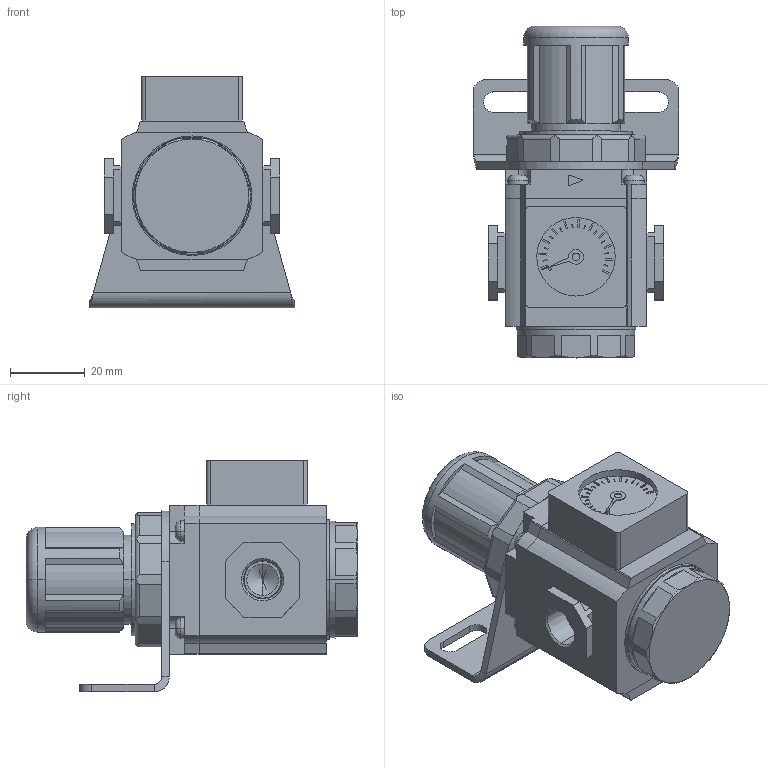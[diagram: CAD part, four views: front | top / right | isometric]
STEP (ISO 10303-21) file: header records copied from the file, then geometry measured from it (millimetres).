
FILE_DESCRIPTION (( 'STEP AP203' ), '1' );
FILE_NAME ('AR-213.step', '2015-11-09T22:42:03', ( '' ), ( '' ), 'SwSTEP 2.0', 'SolidWorks 2015', '' );
FILE_SCHEMA (( 'CONFIG_CONTROL_DESIGN' ));
Length unit declared in the file: millimetre
Products named in the file (1): AR-213
Bounding box: 55 x 88.8 x 62 mm (x, y, z)
Volume: 103610.2 mm3; surface area: 29144.6 mm2
Topology: 14 solids, 14 shells, 491 faces, 1203 edges, 777 vertices
Faces by surface type: plane 326, cylinder 133, cone 20, torus 10, bspline 2
Entity records: 14785 total; most frequent: CARTESIAN_POINT 3048, ORIENTED_EDGE 2398, DIRECTION 2390, EDGE_CURVE 1199, LINE 824, VECTOR 824, AXIS2_PLACEMENT_3D 783, VERTEX_POINT 777
